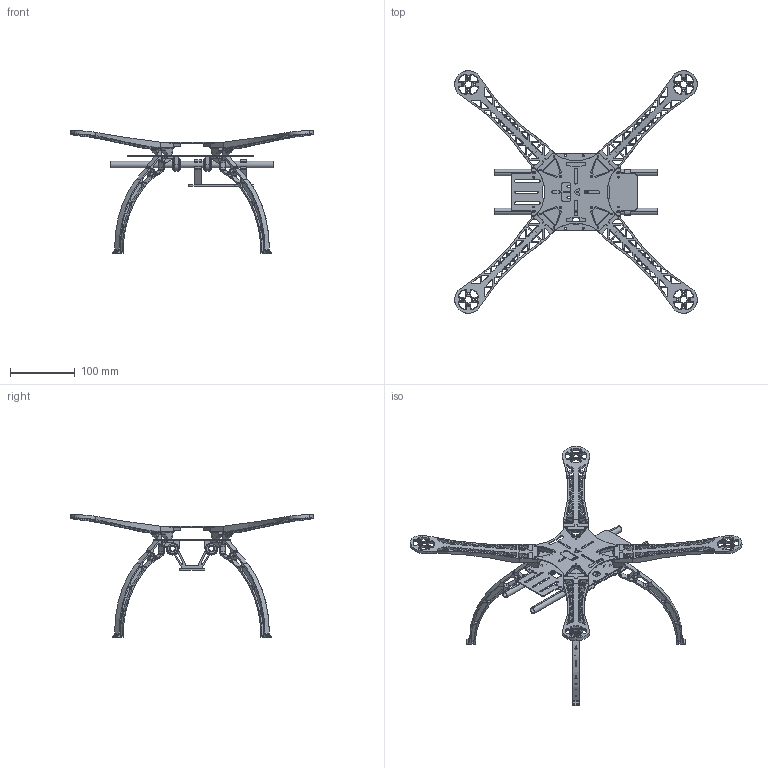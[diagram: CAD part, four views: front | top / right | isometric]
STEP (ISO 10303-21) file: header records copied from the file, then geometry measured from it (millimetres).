
FILE_DESCRIPTION(('CATIA V5 STEP Exchange'),'2;1');
FILE_NAME('S500 Frame.stp','2023-04-22T13:11:31+00:00',('none'),('none'),'CATIA Version 5 Release 20 GA (IN-10)','CATIA V5 STEP AP203','none');
FILE_SCHEMA(('CONFIG_CONTROL_DESIGN'));
Length unit declared in the file: millimetre
Products named in the file (1): S500 Frame
Assembly tree (23 placements, depth 2):
  S500 Frame
    #58
    #8431  x4
    #9099  x4
    #9649  x2
    #9879  x2
    #11524
    #13694  x2
    #29151  x2
    #44608
    #51278  x4
Bounding box: 374.5 x 374.5 x 189.27 mm (x, y, z)
Volume: 259020.1 mm3; surface area: 248097.9 mm2
Topology: 23 solids, 23 shells, 2964 faces, 8754 edges, 5868 vertices
Faces by surface type: cylinder 2030, plane 910, torus 16, cone 8
Entity records: 58036 total; most frequent: CARTESIAN_POINT 19419, ORIENTED_EDGE 8772, DIRECTION 6391, EDGE_CURVE 4386, VERTEX_POINT 2942, AXIS2_PLACEMENT_3D 2660, VECTOR 2216, LINE 2216
